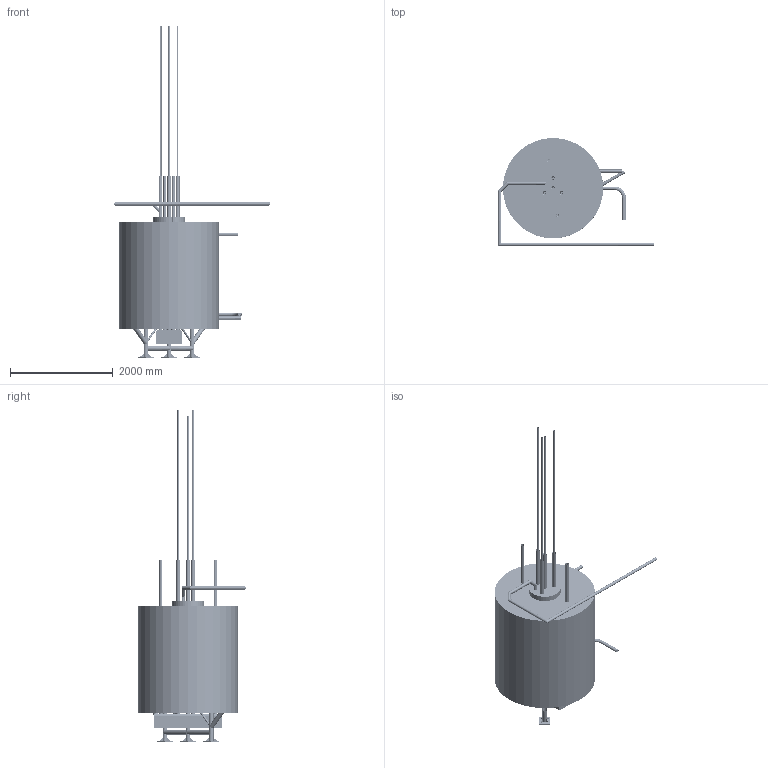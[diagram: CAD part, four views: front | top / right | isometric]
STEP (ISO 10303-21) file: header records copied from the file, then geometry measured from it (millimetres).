
FILE_DESCRIPTION(/* description */ ('STEP AP242','CAx-IF Rec.Pracs.---Representation and Presentation of Product Manufacturing Information (PMI)---4.0---2014-10-13','CAx-IF Rec.Pracs.---3D Tessellated Geometry---0.4---2014-09-14','2;1'),/* implementation_level */ '2;1');
FILE_NAME(/* name */ '6644b854f2284c69c3fd3299',/* time_stamp */ '2024-05-15T13:27:50Z',/* author */ (''),/* organization */ (''),/* preprocessor_version */ 'ST-DEVELOPER v20',/* originating_system */ ' ',/* authorisation */ ' ');
FILE_SCHEMA (('AP242_MANAGED_MODEL_BASED_3D_ENGINEERING_MIM_LF { 1 0 10303 442 1 1 4 }'));
Products named in the file (13): master_booleaned; salt; insulation; coolant; BeO; Part 1; safety_rod_booleaned <1>; stainless; boron slug; regulating_rod; safety_rod_booleaned <3>; safety_rod_booleaned <2>
Assembly tree (71 placements, depth 3):
  master_booleaned
    salt
    insulation  x2
    coolant
    insulation  x4
    BeO
    Part 1
    safety_rod_booleaned <1>
      stainless
      boron slug  x18
    regulating_rod
    safety_rod_booleaned <3>
      boron slug  x18
      stainless
    safety_rod_booleaned <2>
      boron slug  x18
      stainless
Bounding box: 3031.98 x 2102.02 x 6456.52 mm (x, y, z)
Volume: 4350094224.9 mm3; surface area: 170305010.6 mm2
Topology: 68 solids, 128 shells, 2778 faces, 6898 edges, 4552 vertices
Faces by surface type: cylinder 1495, plane 900, torus 267, cone 77, bspline 39
Full cylindrical faces by diameter (mm): 11.684 x79, 11.801 x79, 12.7 x79, 12.827 x79, 25.4 x8, 25.654 x14, 26.67 x8, 26.937 x8, 29.369 x3, 29.845 x66, 30.143 x66, 31.369 x66, 31.683 x72, 31.75 x140, 32.004 x108, 32.067 x132, 32.862 x3, 33.286 x6, 33.735 x8, 34.798 x4, 37.513 x1, 37.866 x4, 38.1 x4, 38.481 x2, 40.894 x4, 41.303 x4, 43.099 x2, 44.45 x2, 44.894 x2, 47.244 x108
Entity records: 64016 total; most frequent: CARTESIAN_POINT 18714, DIRECTION 9682, ORIENTED_EDGE 6378, EDGE_LOOP 5128, FACE_BOUND 5128, AXIS2_PLACEMENT_3D 4559, EDGE_CURVE 3189, VERTEX_POINT 2917
